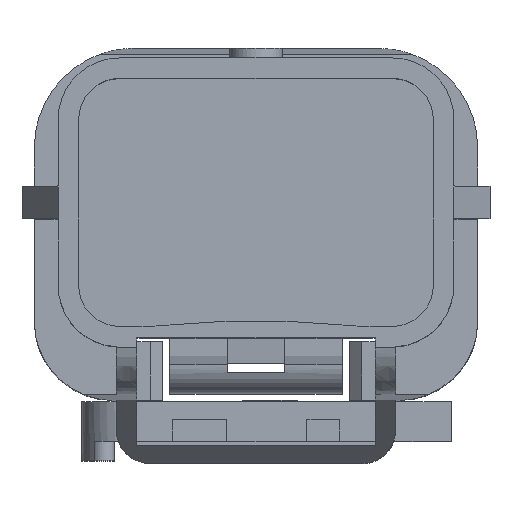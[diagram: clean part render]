
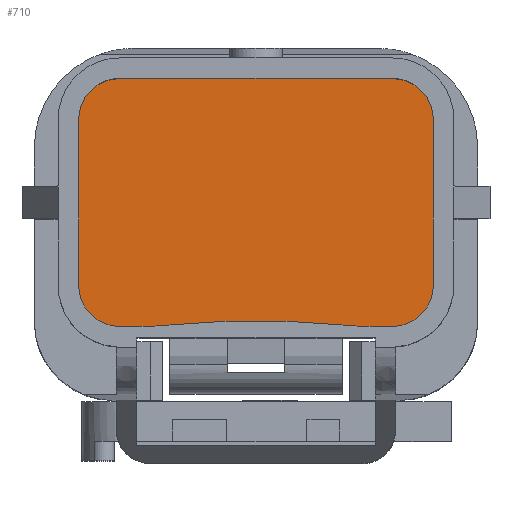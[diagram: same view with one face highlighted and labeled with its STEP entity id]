
A CAD part, top view. The second image highlights one B-rep face of the part: STEP entity #710.
In plain terms, the highlighted planar face has unit normal (0, 0, 1).
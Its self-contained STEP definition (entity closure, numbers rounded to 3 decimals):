
#400=FACE_OUTER_BOUND('',#1291,.T.);
#710=ADVANCED_FACE('',(#400),#953,.T.);
#953=PLANE('',#6464);
#1291=EDGE_LOOP('',(#4466,#4467,#4468,#4469,#4470,#4471,#4472,#4473,#4474,
#4475,#4476,#4477));
#2006=LINE('',#9839,#2734);
#2009=LINE('',#9847,#2737);
#2012=LINE('',#9855,#2740);
#2015=LINE('',#9863,#2743);
#2019=LINE('',#9877,#2747);
#2734=VECTOR('',#8003,1.);
#2737=VECTOR('',#8012,1.);
#2740=VECTOR('',#8021,1.);
#2743=VECTOR('',#8030,1.);
#2747=VECTOR('',#8048,1.);
#4466=ORIENTED_EDGE('',*,*,#5889,.F.);
#4467=ORIENTED_EDGE('',*,*,#5892,.F.);
#4468=ORIENTED_EDGE('',*,*,#5894,.F.);
#4469=ORIENTED_EDGE('',*,*,#5896,.F.);
#4470=ORIENTED_EDGE('',*,*,#5898,.F.);
#4471=ORIENTED_EDGE('',*,*,#5900,.F.);
#4472=ORIENTED_EDGE('',*,*,#5902,.F.);
#4473=ORIENTED_EDGE('',*,*,#5904,.F.);
#4474=ORIENTED_EDGE('',*,*,#5906,.F.);
#4475=ORIENTED_EDGE('',*,*,#5908,.F.);
#4476=ORIENTED_EDGE('',*,*,#5910,.F.);
#4477=ORIENTED_EDGE('',*,*,#5911,.F.);
#5035=VERTEX_POINT('',#9832);
#5036=VERTEX_POINT('',#9834);
#5037=VERTEX_POINT('',#9838);
#5038=VERTEX_POINT('',#9842);
#5039=VERTEX_POINT('',#9846);
#5040=VERTEX_POINT('',#9850);
#5041=VERTEX_POINT('',#9854);
#5042=VERTEX_POINT('',#9858);
#5043=VERTEX_POINT('',#9862);
#5044=VERTEX_POINT('',#9866);
#5045=VERTEX_POINT('',#9870);
#5046=VERTEX_POINT('',#9874);
#5889=EDGE_CURVE('',#5035,#5036,#6028,.T.);
#5892=EDGE_CURVE('',#5037,#5035,#2006,.T.);
#5894=EDGE_CURVE('',#5038,#5037,#6029,.T.);
#5896=EDGE_CURVE('',#5039,#5038,#2009,.T.);
#5898=EDGE_CURVE('',#5040,#5039,#6030,.T.);
#5900=EDGE_CURVE('',#5041,#5040,#2012,.T.);
#5902=EDGE_CURVE('',#5042,#5041,#6031,.T.);
#5904=EDGE_CURVE('',#5043,#5042,#2015,.T.);
#5906=EDGE_CURVE('',#5044,#5043,#6032,.T.);
#5908=EDGE_CURVE('',#5045,#5044,#6033,.T.);
#5910=EDGE_CURVE('',#5046,#5045,#6034,.T.);
#5911=EDGE_CURVE('',#5036,#5046,#2019,.T.);
#6028=CIRCLE('',#6445,2.5);
#6029=CIRCLE('',#6448,2.5);
#6030=CIRCLE('',#6451,2.5);
#6031=CIRCLE('',#6454,2.5);
#6032=CIRCLE('',#6457,20.);
#6033=CIRCLE('',#6459,51.7);
#6034=CIRCLE('',#6461,20.);
#6445=AXIS2_PLACEMENT_3D('',#9833,#7997,#7998);
#6448=AXIS2_PLACEMENT_3D('',#9843,#8007,#8008);
#6451=AXIS2_PLACEMENT_3D('',#9851,#8016,#8017);
#6454=AXIS2_PLACEMENT_3D('',#9859,#8025,#8026);
#6457=AXIS2_PLACEMENT_3D('',#9867,#8034,#8035);
#6459=AXIS2_PLACEMENT_3D('',#9871,#8039,#8040);
#6461=AXIS2_PLACEMENT_3D('',#9875,#8044,#8045);
#6464=AXIS2_PLACEMENT_3D('',#9879,#8051,#8052);
#7997=DIRECTION('',(0.,0.,-1.));
#7998=DIRECTION('',(1.,0.,0.));
#8003=DIRECTION('',(0.,-1.,0.));
#8007=DIRECTION('',(0.,0.,-1.));
#8008=DIRECTION('',(0.,1.,0.));
#8012=DIRECTION('',(1.,0.,0.));
#8016=DIRECTION('',(0.,0.,-1.));
#8017=DIRECTION('',(-1.,0.,0.));
#8021=DIRECTION('',(0.,1.,0.));
#8025=DIRECTION('',(0.,0.,-1.));
#8026=DIRECTION('',(0.,-1.,0.));
#8030=DIRECTION('',(-1.,0.,0.));
#8034=DIRECTION('',(0.,0.,-1.));
#8035=DIRECTION('',(0.099,-0.995,0.));
#8039=DIRECTION('',(0.,0.,1.));
#8040=DIRECTION('',(0.099,0.995,0.));
#8044=DIRECTION('',(0.,0.,-1.));
#8045=DIRECTION('',(0.,-1.,0.));
#8048=DIRECTION('',(-1.,0.,0.));
#8051=DIRECTION('',(0.,0.,1.));
#8052=DIRECTION('',(1.,0.,0.));
#9832=CARTESIAN_POINT('',(10.8,-5.05,24.35));
#9833=CARTESIAN_POINT('',(8.3,-5.05,24.35));
#9834=CARTESIAN_POINT('',(8.3,-7.55,24.35));
#9838=CARTESIAN_POINT('',(10.8,5.05,24.35));
#9839=CARTESIAN_POINT('',(10.8,-5.05,24.35));
#9842=CARTESIAN_POINT('',(8.3,7.55,24.35));
#9843=CARTESIAN_POINT('',(8.3,5.05,24.35));
#9846=CARTESIAN_POINT('',(-8.3,7.55,24.35));
#9847=CARTESIAN_POINT('',(8.3,7.55,24.35));
#9850=CARTESIAN_POINT('',(-10.8,5.05,24.35));
#9851=CARTESIAN_POINT('',(-8.3,5.05,24.35));
#9854=CARTESIAN_POINT('',(-10.8,-5.05,24.35));
#9855=CARTESIAN_POINT('',(-10.8,5.05,24.35));
#9858=CARTESIAN_POINT('',(-8.3,-7.55,24.35));
#9859=CARTESIAN_POINT('',(-8.3,-5.05,24.35));
#9862=CARTESIAN_POINT('',(-7.076,-7.55,24.35));
#9863=CARTESIAN_POINT('',(-8.3,-7.55,24.35));
#9866=CARTESIAN_POINT('',(-5.102,-7.452,24.35));
#9867=CARTESIAN_POINT('',(-7.076,12.45,24.35));
#9870=CARTESIAN_POINT('',(5.102,-7.452,24.35));
#9871=CARTESIAN_POINT('',(0.,-58.9,24.35));
#9874=CARTESIAN_POINT('',(7.076,-7.55,24.35));
#9875=CARTESIAN_POINT('',(7.076,12.45,24.35));
#9877=CARTESIAN_POINT('',(7.076,-7.55,24.35));
#9879=CARTESIAN_POINT('',(8.3,-5.05,24.35));
